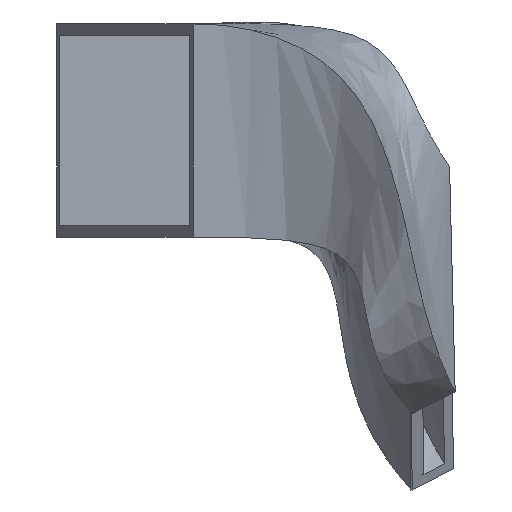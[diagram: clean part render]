
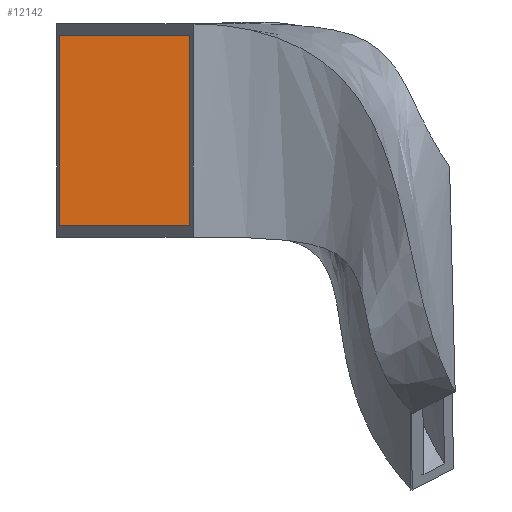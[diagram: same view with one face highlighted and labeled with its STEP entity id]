
A CAD part, left-side view. The second image highlights one B-rep face of the part: STEP entity #12142.
In plain terms, the highlighted planar face has unit normal (-1, 0, 0).
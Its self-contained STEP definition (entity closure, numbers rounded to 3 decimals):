
#262 = DIRECTION ( 'NONE',  ( 1., 0., 0. ) ) ;
#1364 = EDGE_CURVE ( 'NONE', #11390, #8849, #15718, .T. ) ;
#2335 = ORIENTED_EDGE ( 'NONE', *, *, #12622, .F. ) ;
#2697 = DIRECTION ( 'NONE',  ( 0., 1., 0. ) ) ;
#3311 = CARTESIAN_POINT ( 'NONE',  ( 41.634, -23.413, 99.713 ) ) ;
#3372 = VECTOR ( 'NONE', #4396, 1000. ) ;
#3703 = VERTEX_POINT ( 'NONE', #11552 ) ;
#3863 = CARTESIAN_POINT ( 'NONE',  ( 41.634, -32.775, 99.713 ) ) ;
#4396 = DIRECTION ( 'NONE',  ( 0., 1., 0. ) ) ;
#5123 = CARTESIAN_POINT ( 'NONE',  ( 41.634, -23.198, 86.313 ) ) ;
#5366 = LINE ( 'NONE', #5123, #7121 ) ;
#5372 = VERTEX_POINT ( 'NONE', #15108 ) ;
#5460 = CARTESIAN_POINT ( 'NONE',  ( 41.634, -32.775, 99.713 ) ) ;
#5619 = DIRECTION ( 'NONE',  ( 0., 0., 1. ) ) ;
#6297 = CARTESIAN_POINT ( 'NONE',  ( 41.634, -32.775, 95.246 ) ) ;
#6335 = DIRECTION ( 'NONE',  ( 0., 0., -1. ) ) ;
#6904 = CARTESIAN_POINT ( 'NONE',  ( 41.634, -23.198, 99.713 ) ) ;
#7121 = VECTOR ( 'NONE', #2697, 1000. ) ;
#7999 = EDGE_LOOP ( 'NONE', ( #10262, #8814, #2335, #9004 ) ) ;
#8412 = AXIS2_PLACEMENT_3D ( 'NONE', #14750, #262, #6335 ) ;
#8814 = ORIENTED_EDGE ( 'NONE', *, *, #10693, .F. ) ;
#8849 = VERTEX_POINT ( 'NONE', #3311 ) ;
#9004 = ORIENTED_EDGE ( 'NONE', *, *, #14179, .T. ) ;
#9819 = PLANE ( 'NONE',  #8412 ) ;
#10262 = ORIENTED_EDGE ( 'NONE', *, *, #1364, .T. ) ;
#10693 = EDGE_CURVE ( 'NONE', #5372, #8849, #12890, .T. ) ;
#11237 = VECTOR ( 'NONE', #5619, 1000. ) ;
#11390 = VERTEX_POINT ( 'NONE', #5460 ) ;
#11552 = CARTESIAN_POINT ( 'NONE',  ( 41.634, -32.775, 86.313 ) ) ;
#12142 = ADVANCED_FACE ( 'NONE', ( #15965 ), #9819, .F. ) ;
#12439 = CARTESIAN_POINT ( 'NONE',  ( 41.634, -32.775, 90.779 ) ) ;
#12622 = EDGE_CURVE ( 'NONE', #3703, #5372, #5366, .T. ) ;
#12890 = LINE ( 'NONE', #15726, #11237 ) ;
#14179 = EDGE_CURVE ( 'NONE', #3703, #11390, #15757, .T. ) ;
#14750 = CARTESIAN_POINT ( 'NONE',  ( 41.634, -23.198, 85.513 ) ) ;
#15108 = CARTESIAN_POINT ( 'NONE',  ( 41.634, -23.413, 86.313 ) ) ;
#15718 = LINE ( 'NONE', #6904, #3372 ) ;
#15726 = CARTESIAN_POINT ( 'NONE',  ( 41.634, -23.413, 85.513 ) ) ;
#15757 = B_SPLINE_CURVE_WITH_KNOTS ( 'NONE', 3,
 ( #16006, #12439, #6297, #3863 ),
 .UNSPECIFIED., .F., .F.,
 ( 4, 4 ),
 ( 0.849, 0.991 ),
 .UNSPECIFIED. ) ;
#15965 = FACE_OUTER_BOUND ( 'NONE', #7999, .T. ) ;
#16006 = CARTESIAN_POINT ( 'NONE',  ( 41.634, -32.775, 86.313 ) ) ;
